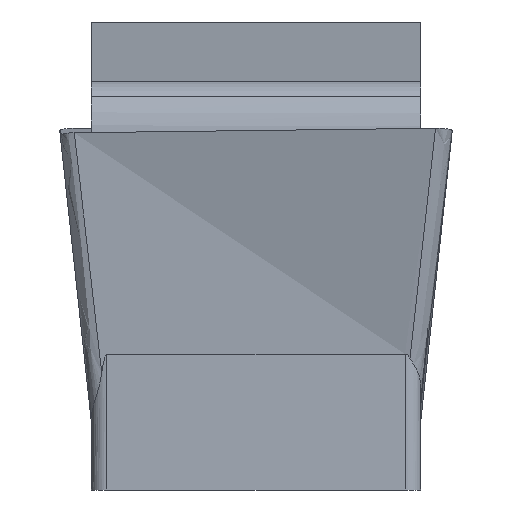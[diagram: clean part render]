
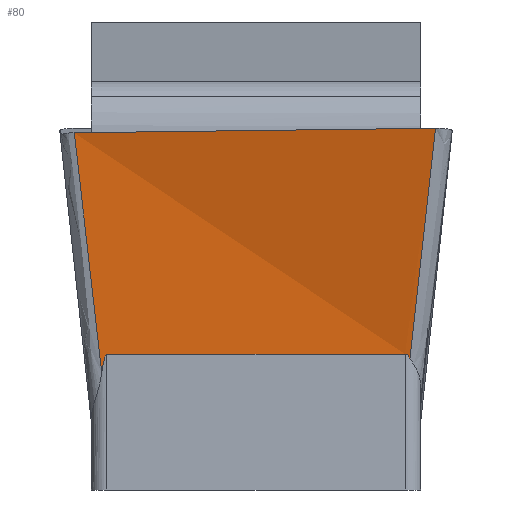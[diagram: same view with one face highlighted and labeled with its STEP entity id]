
A CAD part, front view. The second image highlights one B-rep face of the part: STEP entity #80.
In plain terms, the highlighted free-form (B-spline) face has degree [2, 1] with [3, 4] control points.
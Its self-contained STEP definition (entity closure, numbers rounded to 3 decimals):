
#52=(
BOUNDED_CURVE()
B_SPLINE_CURVE(1,(#2069,#2070,#2071,#2072),.UNSPECIFIED.,.F.,.F.)
B_SPLINE_CURVE_WITH_KNOTS((2,1,1,2),(0.,0.315,0.572,
1.),.UNSPECIFIED.)
CURVE()
GEOMETRIC_REPRESENTATION_ITEM()
RATIONAL_B_SPLINE_CURVE((1.044,1.044,1.044,
1.044))
REPRESENTATION_ITEM('')
);
#53=(
BOUNDED_CURVE()
B_SPLINE_CURVE(1,(#2107,#2108,#2109,#2110),.UNSPECIFIED.,.F.,.F.)
B_SPLINE_CURVE_WITH_KNOTS((2,1,1,2),(0.,0.424,0.687,
1.),.UNSPECIFIED.)
CURVE()
GEOMETRIC_REPRESENTATION_ITEM()
RATIONAL_B_SPLINE_CURVE((1.044,1.044,1.044,
1.044))
REPRESENTATION_ITEM('')
);
#54=(
BOUNDED_CURVE()
B_SPLINE_CURVE(2,(#2155,#2156,#2157),.UNSPECIFIED.,.F.,.F.)
B_SPLINE_CURVE_WITH_KNOTS((3,3),(0.,1.),.UNSPECIFIED.)
CURVE()
GEOMETRIC_REPRESENTATION_ITEM()
RATIONAL_B_SPLINE_CURVE((1.044,1.044,1.044))
REPRESENTATION_ITEM('')
);
#63=(
BOUNDED_SURFACE()
B_SPLINE_SURFACE(2,1,((#2172,#2173,#2174,#2175),(#2176,#2177,#2178,#2179),
(#2180,#2181,#2182,#2183)),.UNSPECIFIED.,.F.,.F.,.F.)
B_SPLINE_SURFACE_WITH_KNOTS((3,3),(2,1,1,2),(0.,1.),(0.,0.419,
0.691,1.),.UNSPECIFIED.)
GEOMETRIC_REPRESENTATION_ITEM()
RATIONAL_B_SPLINE_SURFACE(((1.044,1.044,1.044,
1.044),(1.044,1.044,1.044,1.044),
(1.044,1.044,1.044,1.044)))
REPRESENTATION_ITEM('')
SURFACE()
);
#80=ADVANCED_FACE('SIDE_FP_AN_SU1',(#134),#63,.T.);
#134=FACE_OUTER_BOUND('',#170,.T.);
#170=EDGE_LOOP('',(#368,#369,#370,#371,#372,#373));
#368=ORIENTED_EDGE('',*,*,#618,.F.);
#369=ORIENTED_EDGE('',*,*,#619,.T.);
#370=ORIENTED_EDGE('',*,*,#615,.F.);
#371=ORIENTED_EDGE('',*,*,#620,.T.);
#372=ORIENTED_EDGE('',*,*,#621,.F.);
#373=ORIENTED_EDGE('',*,*,#622,.T.);
#533=VERTEX_POINT('',#2073);
#534=VERTEX_POINT('',#2074);
#535=VERTEX_POINT('',#2111);
#536=VERTEX_POINT('',#2112);
#537=VERTEX_POINT('',#2154);
#538=VERTEX_POINT('',#2158);
#615=EDGE_CURVE('',#533,#534,#52,.T.);
#618=EDGE_CURVE('',#535,#536,#53,.T.);
#619=EDGE_CURVE('',#535,#534,#698,.T.);
#620=EDGE_CURVE('',#533,#537,#699,.T.);
#621=EDGE_CURVE('',#538,#537,#54,.T.);
#622=EDGE_CURVE('',#538,#536,#700,.T.);
#698=B_SPLINE_CURVE_WITH_KNOTS('',3,(#2113,#2114,#2115,#2116,#2117,#2118,
#2119,#2120,#2121,#2122),.UNSPECIFIED.,.F.,.F.,(4,3,3,4),(0.,0.5,
0.75,1.),.UNSPECIFIED.);
#699=B_SPLINE_CURVE_WITH_KNOTS('',3,(#2123,#2124,#2125,#2126,#2127,#2128,
#2129,#2130,#2131,#2132,#2133,#2134,#2135,#2136,#2137,#2138,#2139,#2140,
#2141,#2142,#2143,#2144,#2145,#2146,#2147,#2148,#2149,#2150,#2151,#2152,
#2153),.UNSPECIFIED.,.F.,.F.,(4,3,3,3,3,3,3,3,3,3,4),(0.,0.322,
0.54,0.687,0.787,0.855,
0.903,0.954,0.975,0.992,
1.),.UNSPECIFIED.);
#700=B_SPLINE_CURVE_WITH_KNOTS('',3,(#2159,#2160,#2161,#2162,#2163,#2164,
#2165,#2166,#2167,#2168,#2169,#2170,#2171),.UNSPECIFIED.,.F.,.F.,(4,3,3,
3,4),(0.,0.157,0.362,0.736,1.),
 .UNSPECIFIED.);
#2069=CARTESIAN_POINT('',(-1.593,-11.806,-6.352));
#2070=CARTESIAN_POINT('',(-1.994,-11.981,-2.851));
#2071=CARTESIAN_POINT('',(-2.32,-12.123,0.));
#2072=CARTESIAN_POINT('',(-2.864,-12.359,4.748));
#2073=CARTESIAN_POINT('',(-1.967,-11.969,-3.085));
#2074=CARTESIAN_POINT('',(-2.317,-12.121,-0.029));
#2107=CARTESIAN_POINT('',(2.795,-13.405,4.597));
#2108=CARTESIAN_POINT('',(2.286,-12.526,0.));
#2109=CARTESIAN_POINT('',(1.97,-11.981,-2.851));
#2110=CARTESIAN_POINT('',(1.593,-11.332,-6.241));
#2111=CARTESIAN_POINT('',(2.289,-12.531,0.029));
#2112=CARTESIAN_POINT('',(1.964,-11.97,-2.905));
#2113=CARTESIAN_POINT('',(2.289,-12.531,0.029));
#2114=CARTESIAN_POINT('',(1.521,-12.462,0.019));
#2115=CARTESIAN_POINT('',(0.754,-12.393,0.009));
#2116=CARTESIAN_POINT('',(-0.014,-12.324,0.));
#2117=CARTESIAN_POINT('',(-0.398,-12.29,-0.005));
#2118=CARTESIAN_POINT('',(-0.782,-12.256,-0.01));
#2119=CARTESIAN_POINT('',(-1.166,-12.222,-0.015));
#2120=CARTESIAN_POINT('',(-1.549,-12.189,-0.019));
#2121=CARTESIAN_POINT('',(-1.933,-12.155,-0.024));
#2122=CARTESIAN_POINT('',(-2.317,-12.121,-0.029));
#2123=CARTESIAN_POINT('',(-1.967,-11.969,-3.085));
#2124=CARTESIAN_POINT('',(-1.964,-11.97,-3.058));
#2125=CARTESIAN_POINT('',(-1.96,-11.971,-3.032));
#2126=CARTESIAN_POINT('',(-1.955,-11.973,-3.005));
#2127=CARTESIAN_POINT('',(-1.952,-11.974,-2.987));
#2128=CARTESIAN_POINT('',(-1.949,-11.975,-2.969));
#2129=CARTESIAN_POINT('',(-1.945,-11.975,-2.952));
#2130=CARTESIAN_POINT('',(-1.943,-11.976,-2.94));
#2131=CARTESIAN_POINT('',(-1.94,-11.977,-2.928));
#2132=CARTESIAN_POINT('',(-1.937,-11.977,-2.916));
#2133=CARTESIAN_POINT('',(-1.934,-11.978,-2.908));
#2134=CARTESIAN_POINT('',(-1.932,-11.978,-2.9));
#2135=CARTESIAN_POINT('',(-1.929,-11.978,-2.892));
#2136=CARTESIAN_POINT('',(-1.927,-11.979,-2.887));
#2137=CARTESIAN_POINT('',(-1.925,-11.979,-2.881));
#2138=CARTESIAN_POINT('',(-1.923,-11.979,-2.876));
#2139=CARTESIAN_POINT('',(-1.922,-11.979,-2.873));
#2140=CARTESIAN_POINT('',(-1.92,-11.98,-2.869));
#2141=CARTESIAN_POINT('',(-1.918,-11.98,-2.866));
#2142=CARTESIAN_POINT('',(-1.916,-11.98,-2.862));
#2143=CARTESIAN_POINT('',(-1.913,-11.98,-2.858));
#2144=CARTESIAN_POINT('',(-1.91,-11.98,-2.855));
#2145=CARTESIAN_POINT('',(-1.909,-11.98,-2.854));
#2146=CARTESIAN_POINT('',(-1.908,-11.98,-2.853));
#2147=CARTESIAN_POINT('',(-1.906,-11.98,-2.852));
#2148=CARTESIAN_POINT('',(-1.905,-11.981,-2.852));
#2149=CARTESIAN_POINT('',(-1.903,-11.981,-2.851));
#2150=CARTESIAN_POINT('',(-1.902,-11.981,-2.851));
#2151=CARTESIAN_POINT('',(-1.901,-11.981,-2.851));
#2152=CARTESIAN_POINT('',(-1.901,-11.981,-2.851));
#2153=CARTESIAN_POINT('',(-1.9,-11.981,-2.851));
#2154=CARTESIAN_POINT('',(-1.9,-11.981,-2.851));
#2155=CARTESIAN_POINT('',(1.9,-11.981,-2.851));
#2156=CARTESIAN_POINT('',(0.,-11.981,-2.851));
#2157=CARTESIAN_POINT('',(-1.9,-11.981,-2.851));
#2158=CARTESIAN_POINT('',(1.9,-11.981,-2.851));
#2159=CARTESIAN_POINT('',(1.9,-11.981,-2.851));
#2160=CARTESIAN_POINT('',(1.905,-11.981,-2.851));
#2161=CARTESIAN_POINT('',(1.909,-11.98,-2.851));
#2162=CARTESIAN_POINT('',(1.913,-11.98,-2.853));
#2163=CARTESIAN_POINT('',(1.919,-11.98,-2.855));
#2164=CARTESIAN_POINT('',(1.924,-11.979,-2.858));
#2165=CARTESIAN_POINT('',(1.929,-11.978,-2.862));
#2166=CARTESIAN_POINT('',(1.938,-11.977,-2.868));
#2167=CARTESIAN_POINT('',(1.945,-11.976,-2.877));
#2168=CARTESIAN_POINT('',(1.951,-11.974,-2.885));
#2169=CARTESIAN_POINT('',(1.956,-11.973,-2.892));
#2170=CARTESIAN_POINT('',(1.96,-11.972,-2.898));
#2171=CARTESIAN_POINT('',(1.964,-11.97,-2.905));
#2172=CARTESIAN_POINT('',(2.772,-13.364,4.384));
#2173=CARTESIAN_POINT('',(2.286,-12.526,0.));
#2174=CARTESIAN_POINT('',(1.97,-11.981,-2.851));
#2175=CARTESIAN_POINT('',(1.611,-11.362,-6.084));
#2176=CARTESIAN_POINT('',(-0.025,-12.853,4.384));
#2177=CARTESIAN_POINT('',(-0.017,-12.324,0.));
#2178=CARTESIAN_POINT('',(-0.012,-11.981,-2.851));
#2179=CARTESIAN_POINT('',(-0.007,-11.591,-6.084));
#2180=CARTESIAN_POINT('',(-2.822,-12.341,4.384));
#2181=CARTESIAN_POINT('',(-2.32,-12.123,0.));
#2182=CARTESIAN_POINT('',(-1.994,-11.981,-2.851));
#2183=CARTESIAN_POINT('',(-1.624,-11.819,-6.084));
